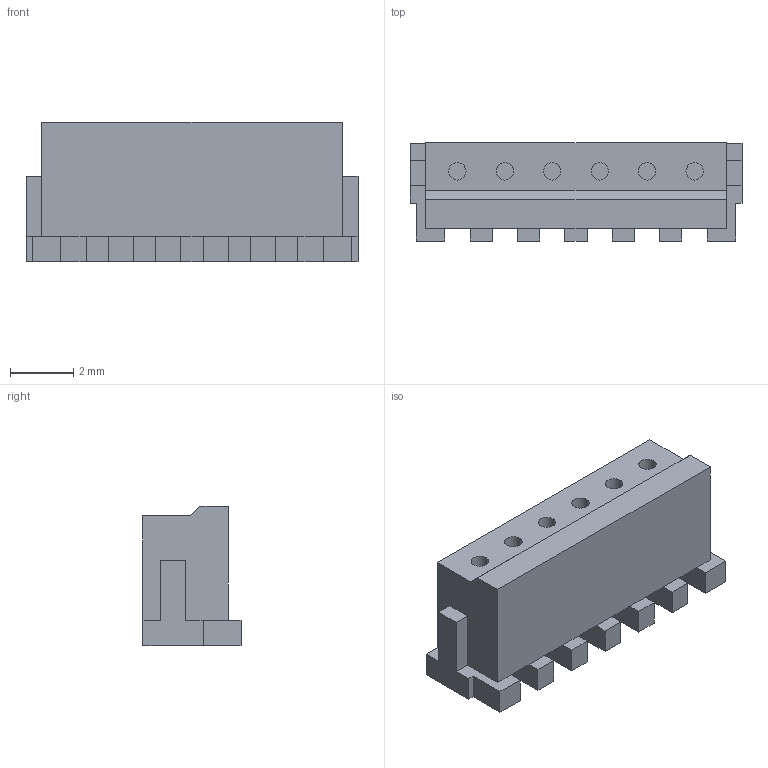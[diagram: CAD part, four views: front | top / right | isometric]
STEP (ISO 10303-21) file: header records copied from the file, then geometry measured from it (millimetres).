
FILE_DESCRIPTION (( 'STEP AP203' ), '1' );
FILE_NAME ('06ZR-().STEP', '2012-03-27T06:22:39', ( ' ' ), ( ' ' ), 'SwSTEP 2.0', 'SolidWorks 2005235', '' );
FILE_SCHEMA (( 'CONFIG_CONTROL_DESIGN' ));
Length unit declared in the file: millimetre
Products named in the file (1): 06ZR-()
Bounding box: 10.5 x 3.1 x 4.4 mm (x, y, z)
Volume: 106.9 mm3; surface area: 193.9 mm2
Topology: 1 solids, 1 shells, 78 faces, 198 edges, 128 vertices
Faces by surface type: plane 66, cylinder 12
Entity records: 2387 total; most frequent: CARTESIAN_POINT 405, ORIENTED_EDGE 396, DIRECTION 380, EDGE_CURVE 198, VECTOR 174, LINE 174, VERTEX_POINT 128, AXIS2_PLACEMENT_3D 103
